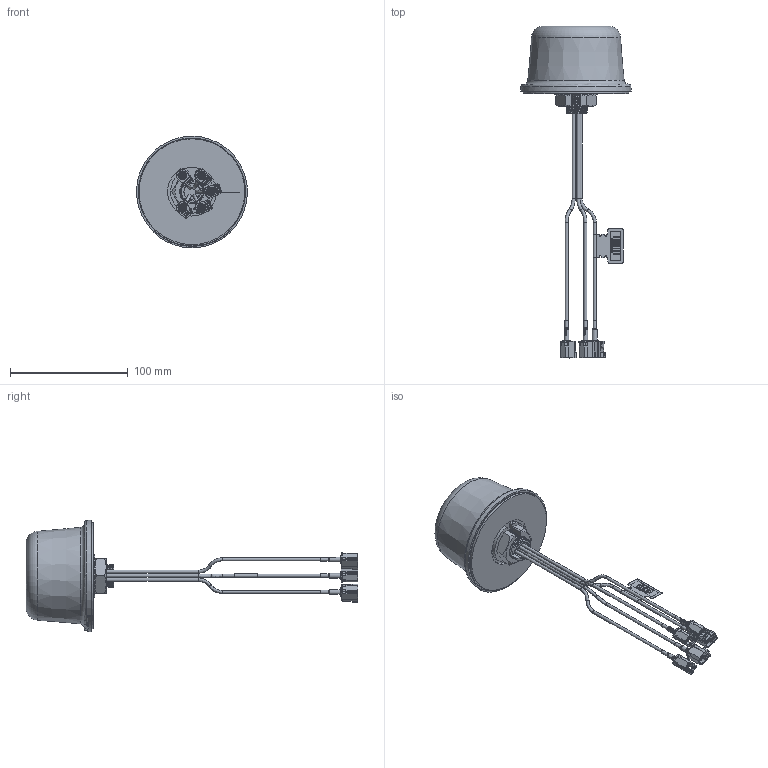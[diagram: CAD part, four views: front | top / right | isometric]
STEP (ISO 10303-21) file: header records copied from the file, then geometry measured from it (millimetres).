
FILE_DESCRIPTION (( 'STEP AP214' ), '1' );
FILE_NAME ('MA850.A.LBICG.002_web.STEP', '2024-07-19T13:31:04', ( 'LocalAdmin' ), ( '' ), 'SwSTEP 2.0', 'SolidWorks 2022', '' );
FILE_SCHEMA (( 'AUTOMOTIVE_DESIGN' ));
Length unit declared in the file: millimetre
Products named in the file (1): MA850.A.LBICG.002_web
Bounding box: 94.16 x 282.3 x 94.85 mm (x, y, z)
Volume: 306214.4 mm3; surface area: 68268.9 mm2
Topology: 55 solids, 61 shells, 3238 faces, 7736 edges, 4700 vertices
Faces by surface type: bspline 1452, plane 1023, cylinder 634, cone 99, torus 22, sphere 8
Full cylindrical faces by diameter (mm): 1 x5, 1.7 x5, 2 x10, 2.55 x5, 2.6 x10, 2.9 x1, 3 x10, 3.6 x5, 4 x5, 4.8 x5, 5.6 x10, 7 x5, 7.5 x5, 19.85 x8, 41.5 x1, 90 x1
Entity records: 233910 total; most frequent: CARTESIAN_POINT 138557, ORIENTED_EDGE 15008, DIRECTION 8398, EDGE_CURVE 7504, VERTEX_POINT 4635, EDGE_LOOP 3501, FACE_OUTER_BOUND 3354, UNCERTAINTY_MEASURE_WITH_UNIT 3287
